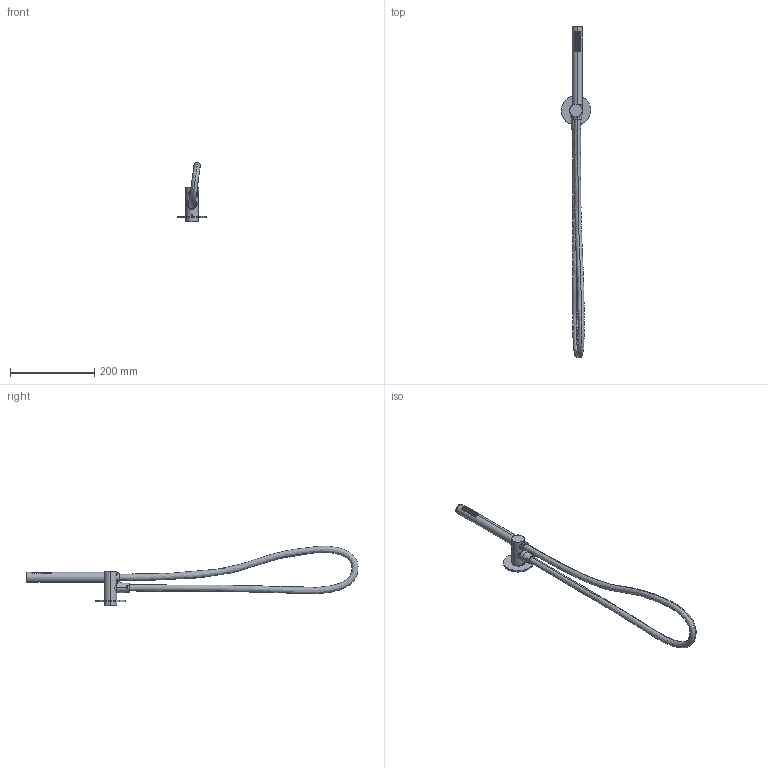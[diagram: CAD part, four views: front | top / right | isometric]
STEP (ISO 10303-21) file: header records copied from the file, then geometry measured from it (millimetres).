
FILE_DESCRIPTION (( 'STEP AP214' ), '1' );
FILE_NAME ('CHV.0001 3D.STEP', '2023-03-28T10:36:07', ( '' ), ( '' ), 'SwSTEP 2.0', 'SolidWorks 2022', '' );
FILE_SCHEMA (( 'AUTOMOTIVE_DESIGN' ));
Length unit declared in the file: millimetre
Products named in the file (8): CHV.0001.STEP; 0105.002.00.STEP; CHV.0001 3D; 0039.006.00.STEP; CHUVEIRO MAO.STEP; 0046.000.03.STEP; PERNO M4.STEP; 0044.000.25.STEP
Assembly tree (7 placements, depth 3):
  CHV.0001 3D
    CHV.0001.STEP
      0044.000.25.STEP
      0046.000.03.STEP
      PERNO M4.STEP
      0039.006.00.STEP
      0105.002.00.STEP
      CHUVEIRO MAO.STEP
Bounding box: 69.86 x 789.66 x 141.33 mm (x, y, z)
Volume: 373105.5 mm3; surface area: 105769.5 mm2
Topology: 9 solids, 9 shells, 764 faces, 1830 edges, 1170 vertices
Faces by surface type: bspline 269, cylinder 218, cone 114, plane 106, torus 53, sphere 4
Entity records: 60709 total; most frequent: CARTESIAN_POINT 43538, ORIENTED_EDGE 3636, DIRECTION 2397, EDGE_CURVE 1818, VERTEX_POINT 1170, AXIS2_PLACEMENT_3D 1039, B_SPLINE_CURVE_WITH_KNOTS 962, EDGE_LOOP 874
